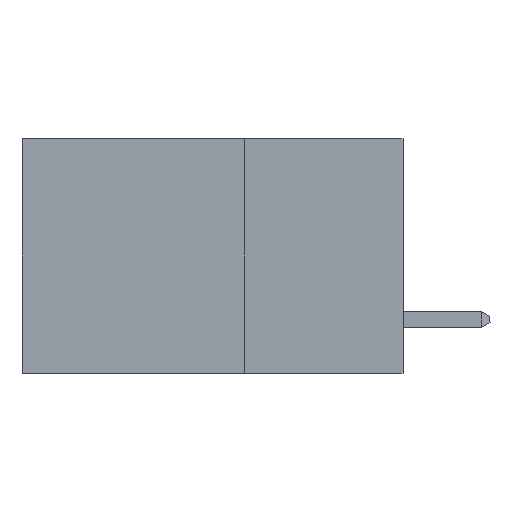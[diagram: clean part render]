
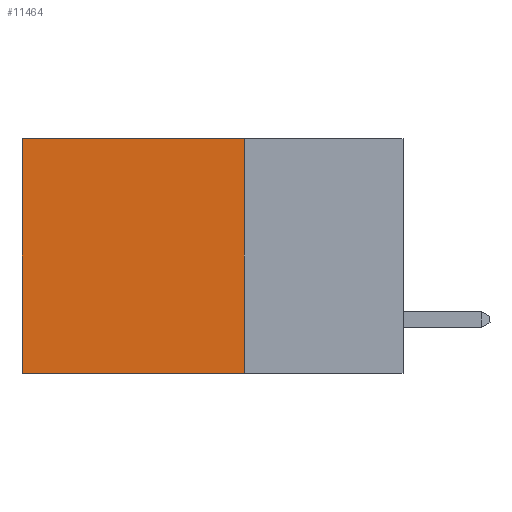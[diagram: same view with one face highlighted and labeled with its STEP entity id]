
A CAD part, left-side view. The second image highlights one B-rep face of the part: STEP entity #11464.
In plain terms, the highlighted planar face has unit normal (-1, 0, 0).
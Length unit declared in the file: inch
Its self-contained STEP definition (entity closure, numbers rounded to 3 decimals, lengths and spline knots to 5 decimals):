
#564 = CARTESIAN_POINT ( 'NONE',  ( 0.2875, 0.25, 0. ) ) ;
#956 = VERTEX_POINT ( 'NONE', #18262 ) ;
#2159 = CARTESIAN_POINT ( 'NONE',  ( 0.2875, 0.25, -0.37 ) ) ;
#2249 = LINE ( 'NONE', #3887, #13266 ) ;
#2286 = VECTOR ( 'NONE', #10270, 39.37008 ) ;
#2672 = EDGE_CURVE ( 'NONE', #3031, #3279, #14322, .T. ) ;
#3031 = VERTEX_POINT ( 'NONE', #7190 ) ;
#3125 = ORIENTED_EDGE ( 'NONE', *, *, #5307, .F. ) ;
#3279 = VERTEX_POINT ( 'NONE', #10620 ) ;
#3748 = EDGE_CURVE ( 'NONE', #3279, #956, #6176, .T. ) ;
#3887 = CARTESIAN_POINT ( 'NONE',  ( 0.2875, 0.25, 0. ) ) ;
#4350 = CARTESIAN_POINT ( 'NONE',  ( 0.2875, 0.25, 0. ) ) ;
#5010 = PLANE ( 'NONE',  #13009 ) ;
#5307 = EDGE_CURVE ( 'NONE', #3031, #9625, #2249, .T. ) ;
#6176 = LINE ( 'NONE', #15829, #2286 ) ;
#6489 = DIRECTION ( 'NONE',  ( 0., 0., -1. ) ) ;
#7190 = CARTESIAN_POINT ( 'NONE',  ( 0.2875, 0.25, 0. ) ) ;
#7212 = VECTOR ( 'NONE', #12302, 39.37008 ) ;
#7696 = CARTESIAN_POINT ( 'NONE',  ( 0.2875, 0.25, -0.37 ) ) ;
#9061 = ORIENTED_EDGE ( 'NONE', *, *, #2672, .T. ) ;
#9625 = VERTEX_POINT ( 'NONE', #7696 ) ;
#9667 = LINE ( 'NONE', #2159, #16676 ) ;
#10270 = DIRECTION ( 'NONE',  ( 0., 0., -1. ) ) ;
#10620 = CARTESIAN_POINT ( 'NONE',  ( 0.2875, 0.6, 0. ) ) ;
#11464 = ADVANCED_FACE ( 'NONE', ( #14038 ), #5010, .F. ) ;
#12302 = DIRECTION ( 'NONE',  ( 0., 1., 0. ) ) ;
#12493 = DIRECTION ( 'NONE',  ( 0., 0., -1. ) ) ;
#13009 = AXIS2_PLACEMENT_3D ( 'NONE', #564, #14980, #6489 ) ;
#13048 = EDGE_LOOP ( 'NONE', ( #13397, #14671, #3125, #9061 ) ) ;
#13266 = VECTOR ( 'NONE', #12493, 39.37008 ) ;
#13397 = ORIENTED_EDGE ( 'NONE', *, *, #3748, .T. ) ;
#14038 = FACE_OUTER_BOUND ( 'NONE', #13048, .T. ) ;
#14121 = DIRECTION ( 'NONE',  ( 0., 1., 0. ) ) ;
#14322 = LINE ( 'NONE', #4350, #7212 ) ;
#14671 = ORIENTED_EDGE ( 'NONE', *, *, #17216, .F. ) ;
#14980 = DIRECTION ( 'NONE',  ( 1., 0., 0. ) ) ;
#15829 = CARTESIAN_POINT ( 'NONE',  ( 0.2875, 0.6, 0. ) ) ;
#16676 = VECTOR ( 'NONE', #14121, 39.37008 ) ;
#17216 = EDGE_CURVE ( 'NONE', #9625, #956, #9667, .T. ) ;
#18262 = CARTESIAN_POINT ( 'NONE',  ( 0.2875, 0.6, -0.37 ) ) ;
